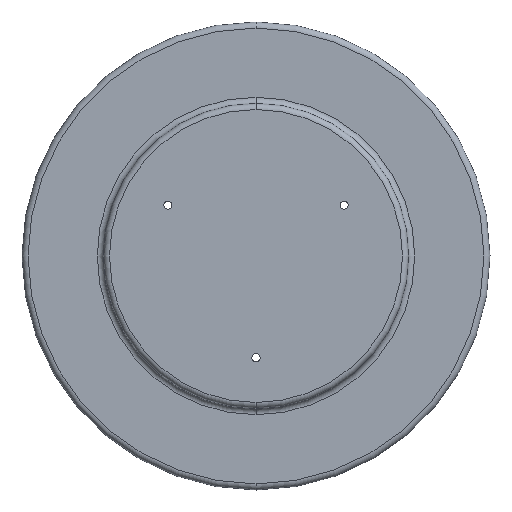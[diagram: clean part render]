
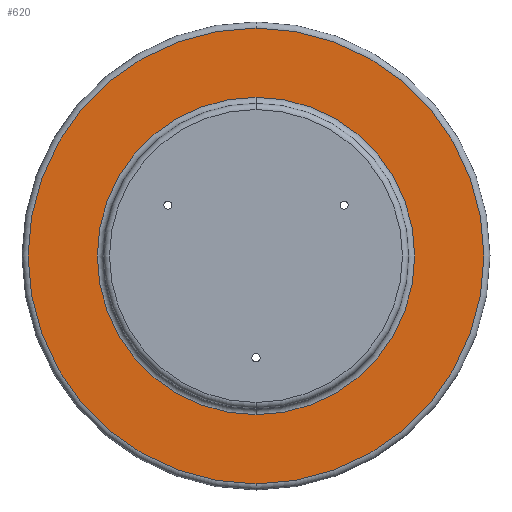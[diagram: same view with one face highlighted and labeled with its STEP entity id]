
A CAD part, front view. The second image highlights one B-rep face of the part: STEP entity #620.
In plain terms, the highlighted planar face has unit normal (0, -1, 0).
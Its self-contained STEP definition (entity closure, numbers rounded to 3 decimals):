
#28 = CARTESIAN_POINT ( 'NONE',  ( 0., 40., 0. ) ) ;
#36 = CARTESIAN_POINT ( 'NONE',  ( 0., 40., 0. ) ) ;
#79 = EDGE_CURVE ( 'NONE', #381, #833, #329, .T. ) ;
#102 = PLANE ( 'NONE',  #689 ) ;
#115 = CARTESIAN_POINT ( 'NONE',  ( 0., 40., -390. ) ) ;
#120 = FACE_BOUND ( 'NONE', #450, .T. ) ;
#169 = DIRECTION ( 'NONE',  ( 0., 0., 1. ) ) ;
#203 = CIRCLE ( 'NONE', #900, 560. ) ;
#217 = AXIS2_PLACEMENT_3D ( 'NONE', #36, #918, #264 ) ;
#221 = CARTESIAN_POINT ( 'NONE',  ( 0., 40., 0. ) ) ;
#252 = FACE_OUTER_BOUND ( 'NONE', #536, .T. ) ;
#264 = DIRECTION ( 'NONE',  ( 0., 0., 1. ) ) ;
#304 = DIRECTION ( 'NONE',  ( 0., -1., 0. ) ) ;
#329 = CIRCLE ( 'NONE', #459, 560. ) ;
#340 = DIRECTION ( 'NONE',  ( 0., -1., 0. ) ) ;
#342 = CARTESIAN_POINT ( 'NONE',  ( 0., 40., 560. ) ) ;
#355 = ORIENTED_EDGE ( 'NONE', *, *, #79, .T. ) ;
#369 = DIRECTION ( 'NONE',  ( 0., 1., 0. ) ) ;
#381 = VERTEX_POINT ( 'NONE', #676 ) ;
#450 = EDGE_LOOP ( 'NONE', ( #852, #793 ) ) ;
#452 = DIRECTION ( 'NONE',  ( 0., 0., 1. ) ) ;
#459 = AXIS2_PLACEMENT_3D ( 'NONE', #626, #340, #927 ) ;
#485 = VERTEX_POINT ( 'NONE', #115 ) ;
#536 = EDGE_LOOP ( 'NONE', ( #910, #355 ) ) ;
#574 = EDGE_CURVE ( 'NONE', #485, #934, #937, .T. ) ;
#587 = EDGE_CURVE ( 'NONE', #833, #381, #203, .T. ) ;
#590 = DIRECTION ( 'NONE',  ( 0., 1., 0. ) ) ;
#620 = ADVANCED_FACE ( 'NONE', ( #120, #252 ), #102, .F. ) ;
#626 = CARTESIAN_POINT ( 'NONE',  ( 0., 40., 0. ) ) ;
#676 = CARTESIAN_POINT ( 'NONE',  ( 0., 40., -560. ) ) ;
#688 = CARTESIAN_POINT ( 'NONE',  ( 0., 40., 390. ) ) ;
#689 = AXIS2_PLACEMENT_3D ( 'NONE', #28, #590, #452 ) ;
#717 = EDGE_CURVE ( 'NONE', #934, #485, #722, .T. ) ;
#722 = CIRCLE ( 'NONE', #217, 390. ) ;
#754 = AXIS2_PLACEMENT_3D ( 'NONE', #882, #369, #169 ) ;
#793 = ORIENTED_EDGE ( 'NONE', *, *, #574, .T. ) ;
#798 = DIRECTION ( 'NONE',  ( 0., 0., 1. ) ) ;
#833 = VERTEX_POINT ( 'NONE', #342 ) ;
#852 = ORIENTED_EDGE ( 'NONE', *, *, #717, .T. ) ;
#882 = CARTESIAN_POINT ( 'NONE',  ( 0., 40., 0. ) ) ;
#900 = AXIS2_PLACEMENT_3D ( 'NONE', #221, #304, #798 ) ;
#910 = ORIENTED_EDGE ( 'NONE', *, *, #587, .T. ) ;
#918 = DIRECTION ( 'NONE',  ( 0., 1., 0. ) ) ;
#927 = DIRECTION ( 'NONE',  ( 0., 0., 1. ) ) ;
#934 = VERTEX_POINT ( 'NONE', #688 ) ;
#937 = CIRCLE ( 'NONE', #754, 390. ) ;
